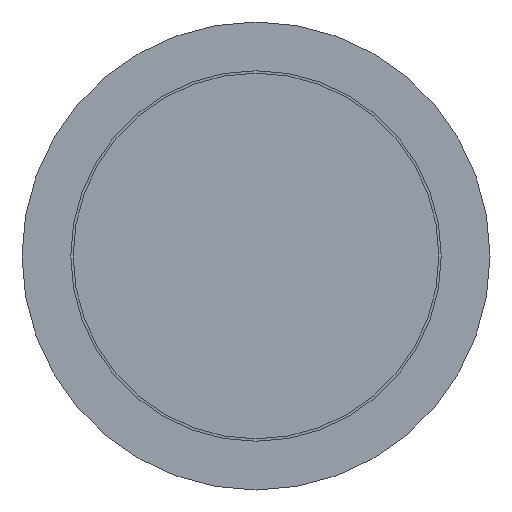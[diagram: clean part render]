
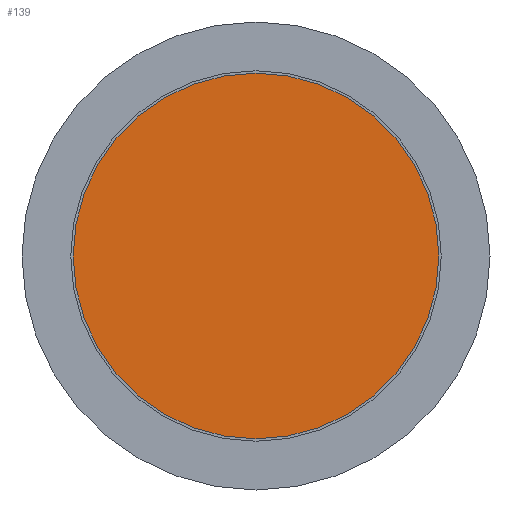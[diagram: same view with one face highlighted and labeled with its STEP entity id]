
A CAD part, front view. The second image highlights one B-rep face of the part: STEP entity #139.
In plain terms, the highlighted planar face has unit normal (0, -1, 0).
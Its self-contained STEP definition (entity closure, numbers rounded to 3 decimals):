
#84 = EDGE_LOOP ( 'NONE', ( #243 ) ) ;
#130 = VERTEX_POINT ( 'NONE', #306 ) ;
#139 = ADVANCED_FACE ( 'NONE', ( #389 ), #346, .F. ) ;
#149 = DIRECTION ( 'NONE',  ( 0., 0., 1. ) ) ;
#197 = DIRECTION ( 'NONE',  ( 0., -1., 0. ) ) ;
#210 = EDGE_CURVE ( 'NONE', #130, #130, #258, .T. ) ;
#226 = CARTESIAN_POINT ( 'NONE',  ( -18.75, 0., 0. ) ) ;
#243 = ORIENTED_EDGE ( 'NONE', *, *, #210, .T. ) ;
#258 = CIRCLE ( 'NONE', #402, 18.75 ) ;
#306 = CARTESIAN_POINT ( 'NONE',  ( 0., 0., -18.75 ) ) ;
#346 = PLANE ( 'NONE',  #536 ) ;
#367 = DIRECTION ( 'NONE',  ( 0., 0., -1. ) ) ;
#389 = FACE_OUTER_BOUND ( 'NONE', #84, .T. ) ;
#392 = DIRECTION ( 'NONE',  ( 0., 1., 0. ) ) ;
#400 = CARTESIAN_POINT ( 'NONE',  ( 0., 0., 0. ) ) ;
#402 = AXIS2_PLACEMENT_3D ( 'NONE', #400, #197, #367 ) ;
#536 = AXIS2_PLACEMENT_3D ( 'NONE', #226, #392, #149 ) ;
